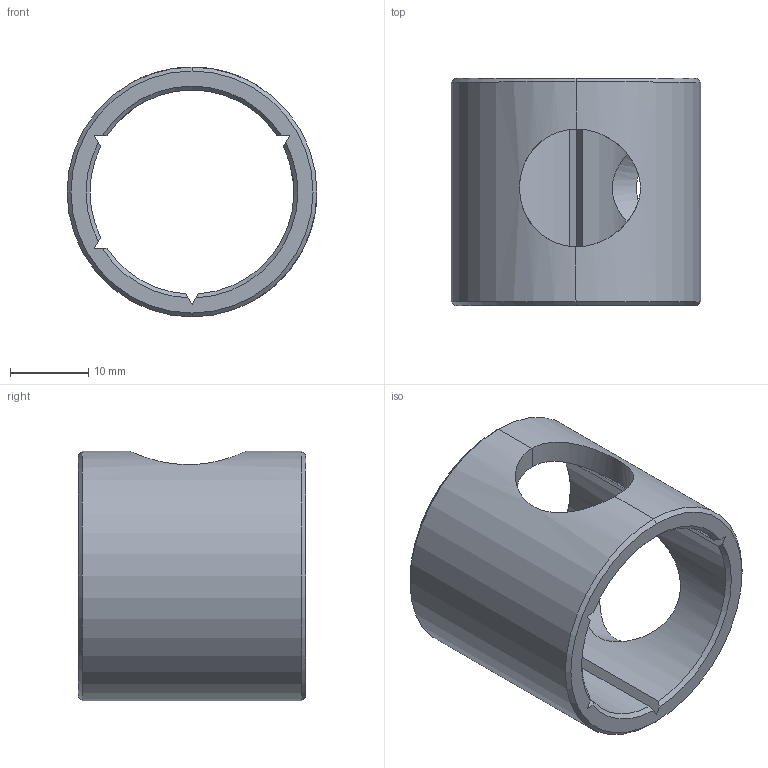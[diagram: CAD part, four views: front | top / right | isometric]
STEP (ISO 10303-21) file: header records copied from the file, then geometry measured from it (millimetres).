
FILE_DESCRIPTION (( 'STEP AP203' ), '1' );
FILE_NAME ('TPERing_V1_0_0_SAK.STEP', '2020-03-22T19:15:13', ( '' ), ( '' ), 'SwSTEP 2.0', 'SolidWorks 2019', '' );
FILE_SCHEMA (( 'CONFIG_CONTROL_DESIGN' ));
Length unit declared in the file: millimetre
Products named in the file (2): TPERing_V1_0_0_SAK
Bounding box: 31.85 x 29 x 31.85 mm (x, y, z)
Volume: 6434.7 mm3; surface area: 5431.2 mm2
Topology: 1 solids, 1 shells, 33 faces, 92 edges, 60 vertices
Faces by surface type: cone 13, plane 10, cylinder 6, bspline 4
Entity records: 1945 total; most frequent: CARTESIAN_POINT 969, ORIENTED_EDGE 184, DIRECTION 154, EDGE_CURVE 92, VERTEX_POINT 60, AXIS2_PLACEMENT_3D 57, VECTOR 40, LINE 40
